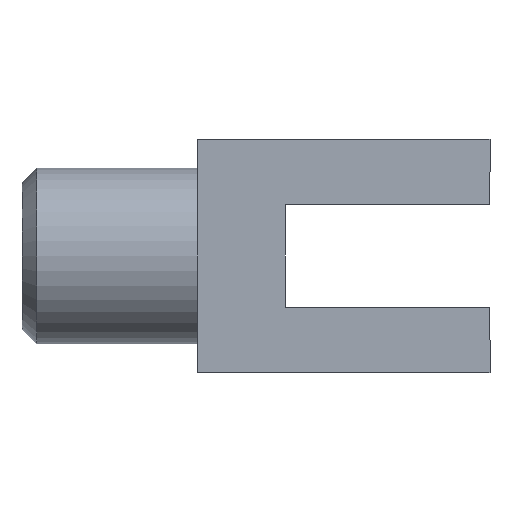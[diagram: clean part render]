
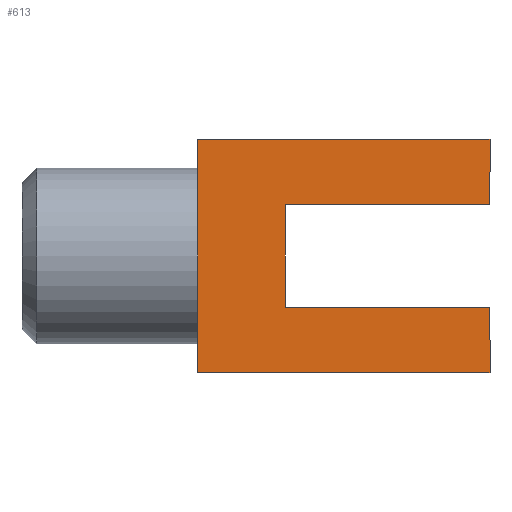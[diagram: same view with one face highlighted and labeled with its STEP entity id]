
A CAD part, front view. The second image highlights one B-rep face of the part: STEP entity #613.
In plain terms, the highlighted planar face has unit normal (0, -1, 0).
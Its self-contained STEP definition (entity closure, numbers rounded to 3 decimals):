
#7 = CARTESIAN_POINT ( 'NONE',  ( 7., -6., 8. ) ) ;
#15 = LINE ( 'NONE', #241, #848 ) ;
#22 = CARTESIAN_POINT ( 'NONE',  ( 7., -6., -8. ) ) ;
#26 = ORIENTED_EDGE ( 'NONE', *, *, #629, .F. ) ;
#29 = PLANE ( 'NONE',  #718 ) ;
#32 = CARTESIAN_POINT ( 'NONE',  ( -13., -6., -8. ) ) ;
#33 = CARTESIAN_POINT ( 'NONE',  ( -7., -6., -3.5 ) ) ;
#38 = CARTESIAN_POINT ( 'NONE',  ( 7., -6., 8. ) ) ;
#55 = LINE ( 'NONE', #33, #716 ) ;
#58 = CARTESIAN_POINT ( 'NONE',  ( -13., -6., 3.5 ) ) ;
#62 = CARTESIAN_POINT ( 'NONE',  ( -7., -6., 3.5 ) ) ;
#64 = ORIENTED_EDGE ( 'NONE', *, *, #621, .F. ) ;
#84 = DIRECTION ( 'NONE',  ( 0., 1., 0. ) ) ;
#93 = CARTESIAN_POINT ( 'NONE',  ( -13., -6., 0. ) ) ;
#96 = CARTESIAN_POINT ( 'NONE',  ( -7., -6., -3.5 ) ) ;
#98 = CARTESIAN_POINT ( 'NONE',  ( 7., -6., -3.5 ) ) ;
#100 = LINE ( 'NONE', #102, #816 ) ;
#102 = CARTESIAN_POINT ( 'NONE',  ( -13., -6., -8. ) ) ;
#106 = LINE ( 'NONE', #38, #864 ) ;
#110 = DIRECTION ( 'NONE',  ( 0., 0., 1. ) ) ;
#112 = DIRECTION ( 'NONE',  ( 1., 0., 0. ) ) ;
#114 = CARTESIAN_POINT ( 'NONE',  ( 7., -6., 3.5 ) ) ;
#121 = DIRECTION ( 'NONE',  ( 0., 0., -1. ) ) ;
#129 = CARTESIAN_POINT ( 'NONE',  ( -13., -6., -8. ) ) ;
#139 = DIRECTION ( 'NONE',  ( 1., 0., 0. ) ) ;
#153 = LINE ( 'NONE', #7, #868 ) ;
#159 = DIRECTION ( 'NONE',  ( 0., 0., 1. ) ) ;
#170 = LINE ( 'NONE', #32, #719 ) ;
#212 = ORIENTED_EDGE ( 'NONE', *, *, #597, .F. ) ;
#215 = CARTESIAN_POINT ( 'NONE',  ( -13., -6., 8. ) ) ;
#232 = LINE ( 'NONE', #243, #871 ) ;
#239 = CARTESIAN_POINT ( 'NONE',  ( 7., -6., 8. ) ) ;
#241 = CARTESIAN_POINT ( 'NONE',  ( 7., -6., -3.5 ) ) ;
#243 = CARTESIAN_POINT ( 'NONE',  ( 7., -6., -8. ) ) ;
#246 = DIRECTION ( 'NONE',  ( -1., 0., 0. ) ) ;
#256 = DIRECTION ( 'NONE',  ( 0., 0., -1. ) ) ;
#269 = DIRECTION ( 'NONE',  ( 0., 0., 1. ) ) ;
#276 = ORIENTED_EDGE ( 'NONE', *, *, #605, .F. ) ;
#287 = ORIENTED_EDGE ( 'NONE', *, *, #653, .F. ) ;
#293 = ORIENTED_EDGE ( 'NONE', *, *, #604, .F. ) ;
#298 = VERTEX_POINT ( 'NONE', #239 ) ;
#306 = VERTEX_POINT ( 'NONE', #129 ) ;
#308 = VERTEX_POINT ( 'NONE', #215 ) ;
#314 = VERTEX_POINT ( 'NONE', #62 ) ;
#316 = VERTEX_POINT ( 'NONE', #98 ) ;
#321 = ORIENTED_EDGE ( 'NONE', *, *, #708, .F. ) ;
#324 = VERTEX_POINT ( 'NONE', #114 ) ;
#373 = VERTEX_POINT ( 'NONE', #22 ) ;
#376 = VERTEX_POINT ( 'NONE', #96 ) ;
#397 = EDGE_LOOP ( 'NONE', ( #64, #276, #293, #26, #427, #321, #425, #212, #287 ) ) ;
#401 = VERTEX_POINT ( 'NONE', #93 ) ;
#425 = ORIENTED_EDGE ( 'NONE', *, *, #601, .F. ) ;
#427 = ORIENTED_EDGE ( 'NONE', *, *, #691, .F. ) ;
#434 = DIRECTION ( 'NONE',  ( -1., 0., 0. ) ) ;
#446 = DIRECTION ( 'NONE',  ( 0., 0., -1. ) ) ;
#470 = CARTESIAN_POINT ( 'NONE',  ( -7., -6., -3.5 ) ) ;
#540 = LINE ( 'NONE', #549, #801 ) ;
#545 = LINE ( 'NONE', #470, #722 ) ;
#549 = CARTESIAN_POINT ( 'NONE',  ( -7., -6., 3.5 ) ) ;
#597 = EDGE_CURVE ( 'NONE', #308, #298, #106, .T. ) ;
#601 = EDGE_CURVE ( 'NONE', #298, #324, #153, .T. ) ;
#604 = EDGE_CURVE ( 'NONE', #316, #373, #15, .T. ) ;
#605 = EDGE_CURVE ( 'NONE', #373, #306, #232, .T. ) ;
#613 = ADVANCED_FACE ( 'NONE', ( #853 ), #29, .F. ) ;
#621 = EDGE_CURVE ( 'NONE', #306, #401, #100, .T. ) ;
#629 = EDGE_CURVE ( 'NONE', #376, #316, #55, .T. ) ;
#653 = EDGE_CURVE ( 'NONE', #401, #308, #170, .T. ) ;
#691 = EDGE_CURVE ( 'NONE', #314, #376, #545, .T. ) ;
#708 = EDGE_CURVE ( 'NONE', #324, #314, #540, .T. ) ;
#716 = VECTOR ( 'NONE', #139, 1000. ) ;
#718 = AXIS2_PLACEMENT_3D ( 'NONE', #58, #84, #110 ) ;
#719 = VECTOR ( 'NONE', #269, 1000. ) ;
#722 = VECTOR ( 'NONE', #446, 1000. ) ;
#801 = VECTOR ( 'NONE', #434, 1000. ) ;
#816 = VECTOR ( 'NONE', #159, 1000. ) ;
#848 = VECTOR ( 'NONE', #256, 1000. ) ;
#853 = FACE_OUTER_BOUND ( 'NONE', #397, .T. ) ;
#864 = VECTOR ( 'NONE', #112, 1000. ) ;
#868 = VECTOR ( 'NONE', #121, 1000. ) ;
#871 = VECTOR ( 'NONE', #246, 1000. ) ;
